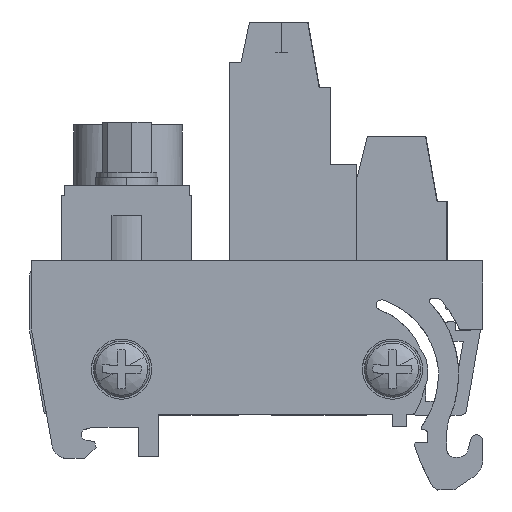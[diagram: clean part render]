
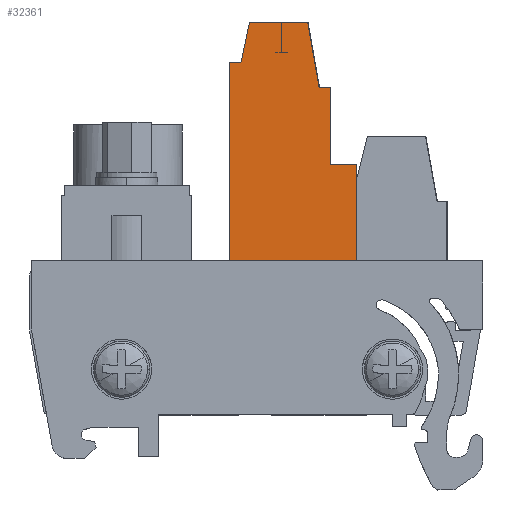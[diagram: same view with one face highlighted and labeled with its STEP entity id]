
A CAD part, left-side view. The second image highlights one B-rep face of the part: STEP entity #32361.
In plain terms, the highlighted planar face has unit normal (-1, 0, 0).
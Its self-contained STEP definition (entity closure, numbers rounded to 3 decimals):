
#32342=AXIS2_PLACEMENT_3D('Plane Axis2P3D',#32339,#32340,#32341) ;
#5193=CARTESIAN_POINT('Vertex',(5.5,12.595,21.449)) ;
#5196=CARTESIAN_POINT('Line Origine',(5.5,18.895,21.449)) ;
#5200=CARTESIAN_POINT('Vertex',(5.5,25.195,21.449)) ;
#24642=CARTESIAN_POINT('Vertex',(5.5,16.299,40.149)) ;
#24645=CARTESIAN_POINT('Line Origine',(5.5,15.747,40.149)) ;
#24649=CARTESIAN_POINT('Vertex',(5.5,15.195,40.149)) ;
#24751=CARTESIAN_POINT('Vertex',(5.5,25.195,42.649)) ;
#24754=CARTESIAN_POINT('Line Origine',(5.5,24.645,42.649)) ;
#24758=CARTESIAN_POINT('Vertex',(5.5,24.095,42.649)) ;
#25040=CARTESIAN_POINT('Vertex',(5.5,15.195,32.449)) ;
#25043=CARTESIAN_POINT('Line Origine',(5.5,13.895,32.449)) ;
#25047=CARTESIAN_POINT('Vertex',(5.5,12.595,32.449)) ;
#25220=CARTESIAN_POINT('Vertex',(5.5,23.245,46.649)) ;
#25223=CARTESIAN_POINT('Line Origine',(5.5,20.345,46.649)) ;
#25227=CARTESIAN_POINT('Vertex',(5.5,17.445,46.649)) ;
#32002=CARTESIAN_POINT('Line Origine',(5.5,15.195,36.299)) ;
#32116=CARTESIAN_POINT('Line Origine',(5.5,16.872,43.399)) ;
#32134=CARTESIAN_POINT('Line Origine',(5.5,23.67,44.649)) ;
#32324=CARTESIAN_POINT('Line Origine',(5.5,12.595,26.949)) ;
#32339=CARTESIAN_POINT('Axis2P3D Location',(5.5,3.595,17.949)) ;
#32344=CARTESIAN_POINT('Line Origine',(5.5,25.195,32.049)) ;
#5197=DIRECTION('Vector Direction',(0.,1.,0.)) ;
#24646=DIRECTION('Vector Direction',(0.,-1.,0.)) ;
#24755=DIRECTION('Vector Direction',(0.,1.,0.)) ;
#25044=DIRECTION('Vector Direction',(0.,1.,0.)) ;
#25224=DIRECTION('Vector Direction',(0.,1.,0.)) ;
#32003=DIRECTION('Vector Direction',(0.,0.,1.)) ;
#32117=DIRECTION('Vector Direction',(0.,0.174,0.985)) ;
#32135=DIRECTION('Vector Direction',(0.,0.208,-0.978)) ;
#32325=DIRECTION('Vector Direction',(0.,0.,1.)) ;
#32340=DIRECTION('Axis2P3D Direction',(-1.,0.,0.)) ;
#32341=DIRECTION('Axis2P3D XDirection',(0.,0.,1.)) ;
#32345=DIRECTION('Vector Direction',(0.,0.,1.)) ;
#5198=VECTOR('Line Direction',#5197,1.) ;
#24647=VECTOR('Line Direction',#24646,1.) ;
#24756=VECTOR('Line Direction',#24755,1.) ;
#25045=VECTOR('Line Direction',#25044,1.) ;
#25225=VECTOR('Line Direction',#25224,1.) ;
#32004=VECTOR('Line Direction',#32003,1.) ;
#32118=VECTOR('Line Direction',#32117,1.) ;
#32136=VECTOR('Line Direction',#32135,1.) ;
#32326=VECTOR('Line Direction',#32325,1.) ;
#32346=VECTOR('Line Direction',#32345,1.) ;
#32350=ORIENTED_EDGE('',*,*,#25049,.T.) ;
#32351=ORIENTED_EDGE('',*,*,#32006,.T.) ;
#32352=ORIENTED_EDGE('',*,*,#24651,.F.) ;
#32353=ORIENTED_EDGE('',*,*,#32120,.T.) ;
#32354=ORIENTED_EDGE('',*,*,#25229,.T.) ;
#32355=ORIENTED_EDGE('',*,*,#32138,.T.) ;
#32356=ORIENTED_EDGE('',*,*,#24760,.T.) ;
#32357=ORIENTED_EDGE('',*,*,#32348,.F.) ;
#32358=ORIENTED_EDGE('',*,*,#5202,.F.) ;
#32359=ORIENTED_EDGE('',*,*,#32328,.T.) ;
#32361=ADVANCED_FACE('NONE',(#32360),#32343,.T.) ;
#5202=EDGE_CURVE('',#5194,#5201,#5199,.T.) ;
#24651=EDGE_CURVE('',#24643,#24650,#24648,.T.) ;
#24760=EDGE_CURVE('',#24759,#24752,#24757,.T.) ;
#25049=EDGE_CURVE('',#25048,#25041,#25046,.T.) ;
#25229=EDGE_CURVE('',#25228,#25221,#25226,.T.) ;
#32006=EDGE_CURVE('',#25041,#24650,#32005,.T.) ;
#32120=EDGE_CURVE('',#24643,#25228,#32119,.T.) ;
#32138=EDGE_CURVE('',#25221,#24759,#32137,.T.) ;
#32328=EDGE_CURVE('',#5194,#25048,#32327,.T.) ;
#32348=EDGE_CURVE('',#5201,#24752,#32347,.T.) ;
#32349=EDGE_LOOP('',(#32350,#32351,#32352,#32353,#32354,#32355,#32356,#32357,#32358,#32359)) ;
#32360=FACE_OUTER_BOUND('',#32349,.T.) ;
#5199=LINE('Line',#5196,#5198) ;
#24648=LINE('Line',#24645,#24647) ;
#24757=LINE('Line',#24754,#24756) ;
#25046=LINE('Line',#25043,#25045) ;
#25226=LINE('Line',#25223,#25225) ;
#32005=LINE('Line',#32002,#32004) ;
#32119=LINE('Line',#32116,#32118) ;
#32137=LINE('Line',#32134,#32136) ;
#32327=LINE('Line',#32324,#32326) ;
#32347=LINE('Line',#32344,#32346) ;
#32343=PLANE('',#32342) ;
#5194=VERTEX_POINT('',#5193) ;
#5201=VERTEX_POINT('',#5200) ;
#24643=VERTEX_POINT('',#24642) ;
#24650=VERTEX_POINT('',#24649) ;
#24752=VERTEX_POINT('',#24751) ;
#24759=VERTEX_POINT('',#24758) ;
#25041=VERTEX_POINT('',#25040) ;
#25048=VERTEX_POINT('',#25047) ;
#25221=VERTEX_POINT('',#25220) ;
#25228=VERTEX_POINT('',#25227) ;
